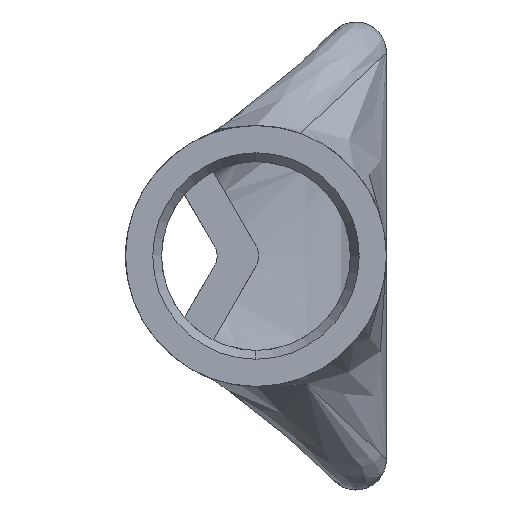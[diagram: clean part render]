
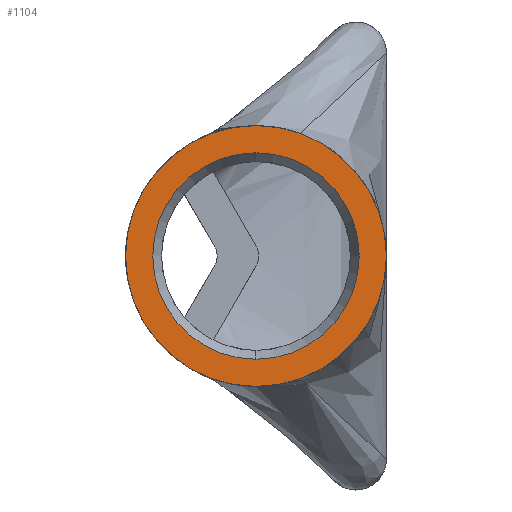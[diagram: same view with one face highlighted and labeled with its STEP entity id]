
A CAD part, left-side view. The second image highlights one B-rep face of the part: STEP entity #1104.
In plain terms, the highlighted planar face has unit normal (-1, 0, 0).
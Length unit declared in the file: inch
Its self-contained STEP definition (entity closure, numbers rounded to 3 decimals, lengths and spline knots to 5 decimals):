
#44 = CIRCLE ( 'NONE', #603, 0.17 ) ;
#67 = CARTESIAN_POINT ( 'NONE',  ( 0., 0., 0. ) ) ;
#76 = DIRECTION ( 'NONE',  ( 0., 0., 1. ) ) ;
#135 = CARTESIAN_POINT ( 'NONE',  ( 0., 0.17, 0. ) ) ;
#151 = ORIENTED_EDGE ( 'NONE', *, *, #800, .F. ) ;
#169 = DIRECTION ( 'NONE',  ( 1., 0., 0. ) ) ;
#178 = CIRCLE ( 'NONE', #1387, 0.17 ) ;
#184 = CIRCLE ( 'NONE', #988, 0.13455 ) ;
#276 = EDGE_CURVE ( 'NONE', #567, #574, #184, .T. ) ;
#285 = CARTESIAN_POINT ( 'NONE',  ( 0., 0.17, -0.17 ) ) ;
#288 = DIRECTION ( 'NONE',  ( 1., 0., 0. ) ) ;
#328 = FACE_OUTER_BOUND ( 'NONE', #1765, .T. ) ;
#333 = CIRCLE ( 'NONE', #1450, 0.13455 ) ;
#358 = DIRECTION ( 'NONE',  ( 1., 0., 0. ) ) ;
#368 = AXIS2_PLACEMENT_3D ( 'NONE', #67, #1695, #455 ) ;
#435 = ORIENTED_EDGE ( 'NONE', *, *, #276, .T. ) ;
#455 = DIRECTION ( 'NONE',  ( 0., 0., 1. ) ) ;
#466 = CARTESIAN_POINT ( 'NONE',  ( 0., 0.17, 0. ) ) ;
#567 = VERTEX_POINT ( 'NONE', #1537 ) ;
#571 = EDGE_CURVE ( 'NONE', #574, #567, #333, .T. ) ;
#574 = VERTEX_POINT ( 'NONE', #1004 ) ;
#603 = AXIS2_PLACEMENT_3D ( 'NONE', #135, #863, #1409 ) ;
#658 = VERTEX_POINT ( 'NONE', #1147 ) ;
#730 = FACE_BOUND ( 'NONE', #1258, .T. ) ;
#800 = EDGE_CURVE ( 'NONE', #1693, #658, #44, .T. ) ;
#863 = DIRECTION ( 'NONE',  ( 1., 0., 0. ) ) ;
#981 = DIRECTION ( 'NONE',  ( 0., 0., 1. ) ) ;
#988 = AXIS2_PLACEMENT_3D ( 'NONE', #1549, #169, #1520 ) ;
#1004 = CARTESIAN_POINT ( 'NONE',  ( 0., 0.17, -0.13455 ) ) ;
#1104 = ADVANCED_FACE ( 'NONE', ( #328, #730 ), #1238, .T. ) ;
#1147 = CARTESIAN_POINT ( 'NONE',  ( 0., 0.17, 0.17 ) ) ;
#1210 = EDGE_CURVE ( 'NONE', #658, #1693, #178, .T. ) ;
#1238 = PLANE ( 'NONE',  #368 ) ;
#1258 = EDGE_LOOP ( 'NONE', ( #435, #1552 ) ) ;
#1387 = AXIS2_PLACEMENT_3D ( 'NONE', #1474, #358, #76 ) ;
#1409 = DIRECTION ( 'NONE',  ( 0., 0., 1. ) ) ;
#1411 = ORIENTED_EDGE ( 'NONE', *, *, #1210, .F. ) ;
#1450 = AXIS2_PLACEMENT_3D ( 'NONE', #466, #288, #981 ) ;
#1474 = CARTESIAN_POINT ( 'NONE',  ( 0., 0.17, 0. ) ) ;
#1520 = DIRECTION ( 'NONE',  ( 0., 0., 1. ) ) ;
#1537 = CARTESIAN_POINT ( 'NONE',  ( 0., 0.17, 0.13455 ) ) ;
#1549 = CARTESIAN_POINT ( 'NONE',  ( 0., 0.17, 0. ) ) ;
#1552 = ORIENTED_EDGE ( 'NONE', *, *, #571, .T. ) ;
#1693 = VERTEX_POINT ( 'NONE', #285 ) ;
#1695 = DIRECTION ( 'NONE',  ( -1., 0., 0. ) ) ;
#1765 = EDGE_LOOP ( 'NONE', ( #1411, #151 ) ) ;
